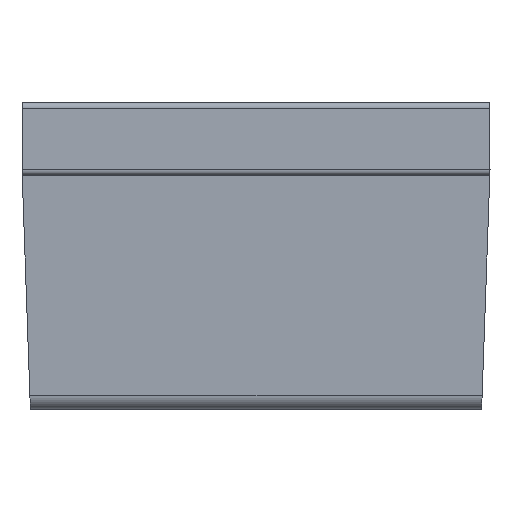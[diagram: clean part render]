
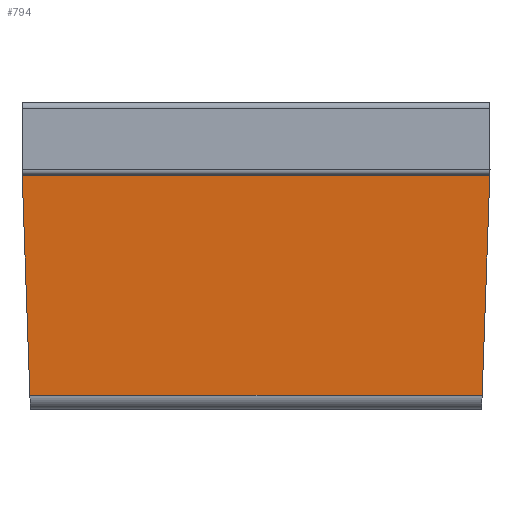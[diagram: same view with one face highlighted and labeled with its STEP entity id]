
A CAD part, left-side view. The second image highlights one B-rep face of the part: STEP entity #794.
In plain terms, the highlighted planar face has unit normal (-0.999, 0, -0.035).
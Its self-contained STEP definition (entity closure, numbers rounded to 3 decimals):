
#794=ADVANCED_FACE('',(#1492),#1494,.T.);
#1492=FACE_BOUND('',#1493,.T.);
#1493=EDGE_LOOP('',(#1937,#1938,#1939,#1940));
#1494=PLANE('',#1495);
#1495=AXIS2_PLACEMENT_3D('',#1496,#1497,#1498);
#1496=CARTESIAN_POINT('',(-0.7,-0.8,0.02));
#1497=DIRECTION('',(-0.999,0.,-0.035));
#1498=DIRECTION('',(0.,1.,0.));
#1937=ORIENTED_EDGE('',*,*,#2174,.F.);
#1938=ORIENTED_EDGE('',*,*,#2173,.F.);
#1939=ORIENTED_EDGE('',*,*,#2175,.T.);
#1940=ORIENTED_EDGE('',*,*,#2161,.T.);
#2161=EDGE_CURVE('',#2517,#2514,#2518,.T.);
#2173=EDGE_CURVE('',#2537,#2532,#2539,.T.);
#2174=EDGE_CURVE('',#2532,#2514,#2540,.T.);
#2175=EDGE_CURVE('',#2537,#2517,#2541,.T.);
#2514=VERTEX_POINT('',#3303);
#2517=VERTEX_POINT('',#3309);
#2518=LINE('',#3310,#3311);
#2532=VERTEX_POINT('',#3341);
#2537=VERTEX_POINT('',#3354);
#2539=LINE('',#3358,#3359);
#2540=LINE('',#3361,#3362);
#2541=LINE('',#3364,#3365);
#3303=CARTESIAN_POINT('',(-0.673,0.773,-0.752));
#3309=CARTESIAN_POINT('',(-0.7,0.8,0.02));
#3310=CARTESIAN_POINT('',(-0.7,0.8,0.02));
#3311=VECTOR('',#3312,1.);
#3312=DIRECTION('',(0.035,-0.035,-0.999));
#3341=CARTESIAN_POINT('',(-0.673,-0.773,-0.752));
#3354=CARTESIAN_POINT('',(-0.7,-0.8,0.02));
#3358=CARTESIAN_POINT('',(-0.7,-0.8,0.02));
#3359=VECTOR('',#3360,1.);
#3360=DIRECTION('',(0.035,0.035,-0.999));
#3361=CARTESIAN_POINT('',(-0.673,-0.773,-0.752));
#3362=VECTOR('',#3363,1.);
#3363=DIRECTION('',(0.,1.,0.));
#3364=CARTESIAN_POINT('',(-0.7,-0.8,0.02));
#3365=VECTOR('',#3366,1.);
#3366=DIRECTION('',(0.,1.,0.));
